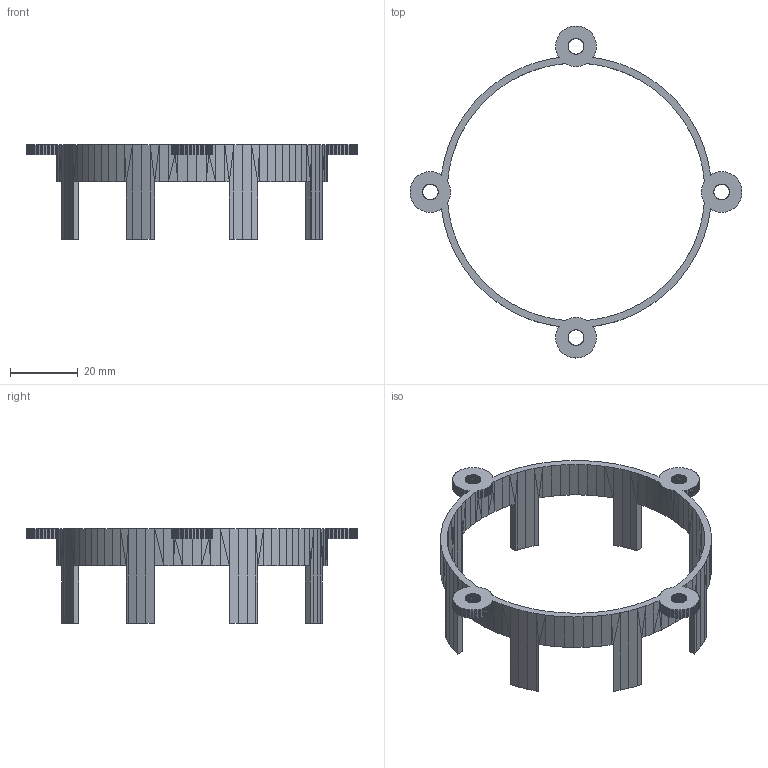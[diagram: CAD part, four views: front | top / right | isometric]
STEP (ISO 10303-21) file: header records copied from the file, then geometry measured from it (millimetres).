
FILE_DESCRIPTION(('FreeCAD Model'),'2;1');
FILE_NAME('undershell.step','2018-11-05T14:10:10',('Author'),('') ,'Open CASCADE STEP processor 7.2','FreeCAD','Unknown');
FILE_SCHEMA(('AUTOMOTIVE_DESIGN { 1 0 10303 214 1 1 1 1 }'));
Products named in the file (1): Solid
Bounding box: 98 x 98 x 28 mm (x, y, z)
Volume: 8603.7 mm3; surface area: 10203.7 mm2
Topology: 1 solids, 1 shells, 989 faces, 2772 edges, 1784 vertices
Faces by surface type: plane 989
Entity records: 66847 total; most frequent: CARTESIAN_POINT 11210, DIRECTION 10176, LINE 8196, VECTOR 8196, ORIENTED_EDGE 5544, PCURVE 5544, DEFINITIONAL_REPRESENTATION 5544, EDGE_CURVE 2772
